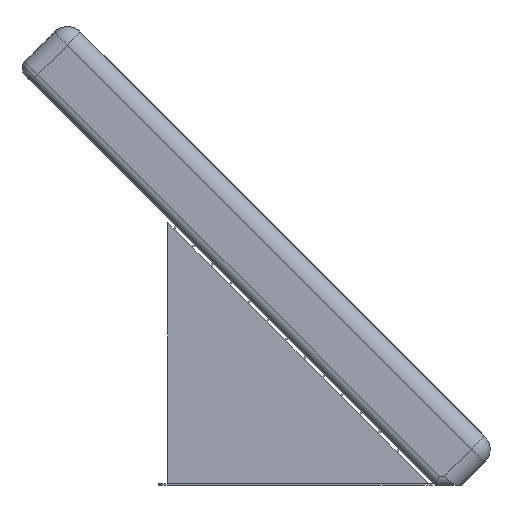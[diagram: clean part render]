
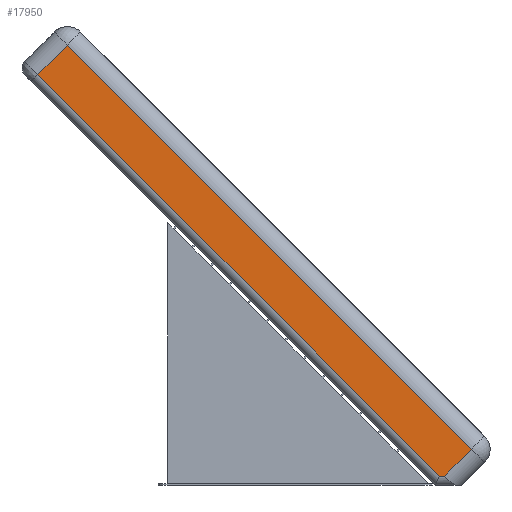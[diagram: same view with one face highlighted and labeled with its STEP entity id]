
A CAD part, left-side view. The second image highlights one B-rep face of the part: STEP entity #17950.
In plain terms, the highlighted planar face has unit normal (-1, 0, 0).
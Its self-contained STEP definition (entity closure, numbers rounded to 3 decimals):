
#413=PLANE('',#20206);
#1630=LINE('',#31974,#3001);
#1632=LINE('',#32006,#3003);
#1651=LINE('',#32087,#3022);
#1653=LINE('',#32092,#3024);
#1656=LINE('',#32097,#3027);
#3001=VECTOR('',#25383,10.);
#3003=VECTOR('',#25397,10.);
#3022=VECTOR('',#25466,10.);
#3024=VECTOR('',#25472,10.);
#3027=VECTOR('',#25479,10.);
#4776=FACE_OUTER_BOUND('',#5893,.T.);
#5893=EDGE_LOOP('',(#15777,#15778,#15779,#15780,#15781));
#8480=VERTEX_POINT('',#31961);
#8481=VERTEX_POINT('',#31965);
#8484=VERTEX_POINT('',#31973);
#8486=VERTEX_POINT('',#31996);
#8507=VERTEX_POINT('',#32086);
#10979=EDGE_CURVE('',#8481,#8484,#1630,.T.);
#10987=EDGE_CURVE('',#8486,#8480,#1632,.T.);
#11021=EDGE_CURVE('',#8507,#8486,#1651,.T.);
#11024=EDGE_CURVE('',#8480,#8481,#1653,.T.);
#11027=EDGE_CURVE('',#8484,#8507,#1656,.T.);
#15777=ORIENTED_EDGE('',*,*,#10987,.F.);
#15778=ORIENTED_EDGE('',*,*,#11021,.F.);
#15779=ORIENTED_EDGE('',*,*,#11027,.F.);
#15780=ORIENTED_EDGE('',*,*,#10979,.F.);
#15781=ORIENTED_EDGE('',*,*,#11024,.F.);
#17950=ADVANCED_FACE('',(#4776),#413,.T.);
#20206=AXIS2_PLACEMENT_3D('',#32111,#25496,#25497);
#25383=DIRECTION('',(0.,0.707,-0.707));
#25397=DIRECTION('',(0.,-0.707,0.707));
#25466=DIRECTION('',(0.,0.707,0.707));
#25472=DIRECTION('',(0.,-0.707,-0.707));
#25479=DIRECTION('',(0.,1.,0.));
#25496=DIRECTION('center_axis',(-1.,0.,0.));
#25497=DIRECTION('ref_axis',(0.,-0.707,-0.707));
#31961=CARTESIAN_POINT('',(-4.,74.024,94.752));
#31965=CARTESIAN_POINT('',(-4.,-12.95,7.778));
#31973=CARTESIAN_POINT('',(-4.,-7.172,2.));
#31974=CARTESIAN_POINT('',(-4.,-9.414,4.243));
#31996=CARTESIAN_POINT('',(-4.,80.388,88.388));
#32006=CARTESIAN_POINT('',(-4.,77.56,91.217));
#32086=CARTESIAN_POINT('',(-4.,-6.,2.));
#32087=CARTESIAN_POINT('',(-4.,60.059,68.059));
#32092=CARTESIAN_POINT('',(-4.,53.695,74.423));
#32097=CARTESIAN_POINT('',(-4.,36.194,2.));
#32111=CARTESIAN_POINT('Origin',(-4.,80.388,94.045));
